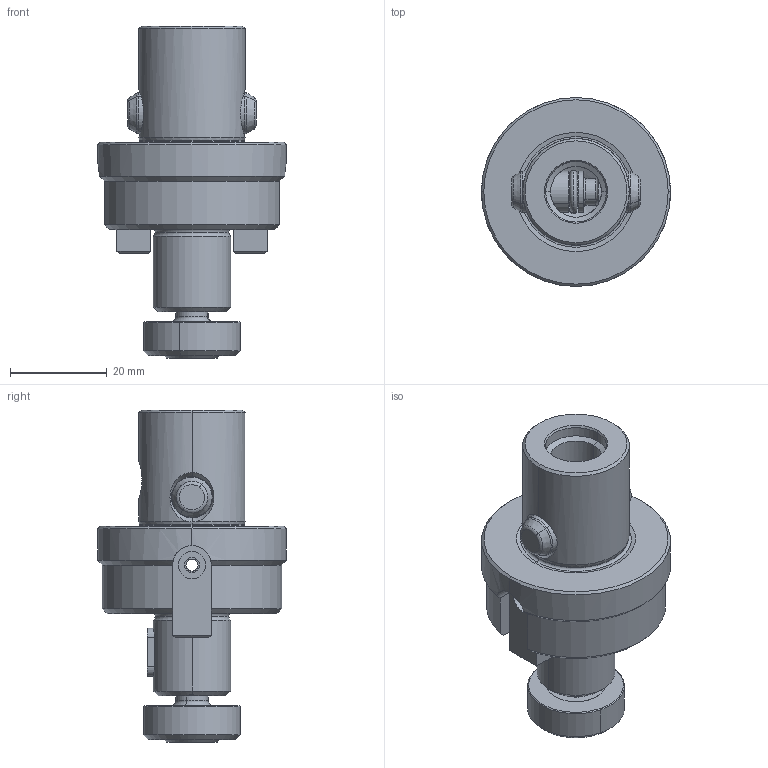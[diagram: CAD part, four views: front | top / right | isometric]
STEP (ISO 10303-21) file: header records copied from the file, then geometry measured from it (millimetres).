
FILE_DESCRIPTION(('no description'),'unknown implementation level');
FILE_NAME('5C2CF423-271C-48F5-96C5-F21FCC6388A4_export.stp',' ',('CIMSOURCE GmbH'),('CADClick - KiM GmbH - www.kimweb.de'),'unknown preprocess','ACIS','unknown authorization');
FILE_SCHEMA(('automotive_design'));
Length unit declared in the file: millimetre
Products named in the file (8): 335.420 Kaiser CKS4 X F16|691.605 Kaiser ETL MST 16 (Paar)_Standard;NONE; 335.420 Kaiser CKS4 X F16|335.420 Kaiser CKS4 X F16_Standard;NONE; 335.420 Kaiser CKS4 X F16|690.703 Kaiser ETL FR16_M8_Standard-1;NONE; 335.420 Kaiser CKS4 X F16|690.703 Kaiser ETL FR16_M8_Standard;NONE; 335.420 Kaiser CKS4 X F16|691.600 Kaiser ETL FK 4 X 4_Standard;NONE; 335.420 Kaiser CKS4 X F16|691.504 Kaiser ETL D8,5 X 27K_Standard|691.524_Standard;NONE; 335.420 Kaiser CKS4 X F16|691.504 Kaiser ETL D8,5 X 27K_Standard|692.286 O-Ring 6x1.5_Standard;NONE
Bounding box: 39 x 39 x 68.52 mm (x, y, z)
Volume: 31940.5 mm3; surface area: 13803.5 mm2
Topology: 8 solids, 8 shells, 209 faces, 480 edges, 283 vertices
Faces by surface type: cylinder 72, plane 61, cone 46, torus 30
Entity records: 12291 total; most frequent: CARTESIAN_POINT 1853, DIRECTION 1070, STYLED_ITEM 978, PRESENTATION_STYLE_ASSIGNMENT 978, COLOUR_RGB 978, ORIENTED_EDGE 956, EDGE_CURVE 478, CURVE_STYLE 478
